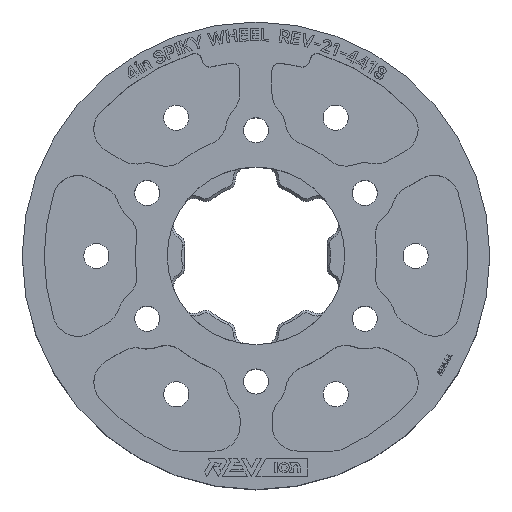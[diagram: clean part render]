
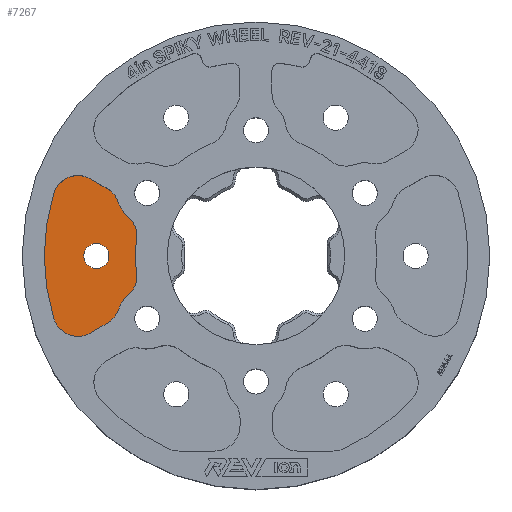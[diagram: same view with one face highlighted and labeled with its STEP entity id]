
A CAD part, top view. The second image highlights one B-rep face of the part: STEP entity #7267.
In plain terms, the highlighted planar face has unit normal (0, 0, 1).
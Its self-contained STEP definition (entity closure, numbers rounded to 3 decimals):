
#278 = CARTESIAN_POINT ( 'NONE',  ( -40.242, 12.472, 1.5 ) ) ;
#565 = DIRECTION ( 'NONE',  ( -0.5, 0.866, 0. ) ) ;
#663 = AXIS2_PLACEMENT_3D ( 'NONE', #25602, #22902, #25286 ) ;
#1011 = AXIS2_PLACEMENT_3D ( 'NONE', #4469, #14069, #11686 ) ;
#1240 = DIRECTION ( 'NONE',  ( 0., 0., 1. ) ) ;
#1400 = CARTESIAN_POINT ( 'NONE',  ( -23.763, -3.366, 1.5 ) ) ;
#2077 = DIRECTION ( 'NONE',  ( -0.5, 0.866, 0. ) ) ;
#2135 = CARTESIAN_POINT ( 'NONE',  ( -27.658, 12.264, 1.5 ) ) ;
#2728 = ORIENTED_EDGE ( 'NONE', *, *, #3463, .T. ) ;
#3463 = EDGE_CURVE ( 'NONE', #14881, #7454, #5168, .T. ) ;
#3594 = ORIENTED_EDGE ( 'NONE', *, *, #24425, .T. ) ;
#3937 = ORIENTED_EDGE ( 'NONE', *, *, #4102, .T. ) ;
#4064 = EDGE_CURVE ( 'NONE', #14132, #23431, #14650, .T. ) ;
#4102 = EDGE_CURVE ( 'NONE', #15314, #13195, #13124, .T. ) ;
#4130 = CARTESIAN_POINT ( 'NONE',  ( -23.766, 3.344, 1.5 ) ) ;
#4335 = EDGE_CURVE ( 'NONE', #5833, #30813, #23323, .T. ) ;
#4469 = CARTESIAN_POINT ( 'NONE',  ( -31.75, 0., 1.5 ) ) ;
#4598 = VERTEX_POINT ( 'NONE', #10138 ) ;
#4703 = EDGE_CURVE ( 'NONE', #13195, #4598, #24624, .T. ) ;
#4772 = ORIENTED_EDGE ( 'NONE', *, *, #11258, .T. ) ;
#4831 = AXIS2_PLACEMENT_3D ( 'NONE', #21445, #16809, #28766 ) ;
#5168 = CIRCLE ( 'NONE', #23524, 5. ) ;
#5268 = DIRECTION ( 'NONE',  ( 0.866, 0.5, 0. ) ) ;
#5445 = EDGE_CURVE ( 'NONE', #30813, #14132, #13215, .T. ) ;
#5793 = ORIENTED_EDGE ( 'NONE', *, *, #5445, .T. ) ;
#5822 = DIRECTION ( 'NONE',  ( 0., 0., -1. ) ) ;
#5833 = VERTEX_POINT ( 'NONE', #21296 ) ;
#6068 = AXIS2_PLACEMENT_3D ( 'NONE', #23884, #9189, #28660 ) ;
#6707 = ORIENTED_EDGE ( 'NONE', *, *, #4064, .T. ) ;
#7267 = ADVANCED_FACE ( 'NONE', ( #7662, #14853 ), #17416, .T. ) ;
#7454 = VERTEX_POINT ( 'NONE', #1400 ) ;
#7662 = FACE_BOUND ( 'NONE', #8310, .T. ) ;
#8310 = EDGE_LOOP ( 'NONE', ( #18613, #10837 ) ) ;
#8373 = EDGE_CURVE ( 'NONE', #23163, #17825, #14795, .T. ) ;
#8490 = DIRECTION ( 'NONE',  ( 1., 0., 0. ) ) ;
#9189 = DIRECTION ( 'NONE',  ( 0., 0., 1. ) ) ;
#9388 = ORIENTED_EDGE ( 'NONE', *, *, #4335, .T. ) ;
#9426 = EDGE_CURVE ( 'NONE', #7454, #28363, #27547, .T. ) ;
#9716 = CARTESIAN_POINT ( 'NONE',  ( -27.365, 10.616, 1.5 ) ) ;
#9772 = CIRCLE ( 'NONE', #16379, 6. ) ;
#10120 = CARTESIAN_POINT ( 'NONE',  ( -32.955, -15.355, 1.5 ) ) ;
#10138 = CARTESIAN_POINT ( 'NONE',  ( -29.622, 13.396, 1.5 ) ) ;
#10827 = CARTESIAN_POINT ( 'NONE',  ( -29.25, 0., 1.5 ) ) ;
#10837 = ORIENTED_EDGE ( 'NONE', *, *, #26379, .F. ) ;
#11258 = EDGE_CURVE ( 'NONE', #31284, #14881, #9772, .T. ) ;
#11686 = DIRECTION ( 'NONE',  ( 1., 0., 0. ) ) ;
#12049 = DIRECTION ( 'NONE',  ( 0., 0., 1. ) ) ;
#12119 = AXIS2_PLACEMENT_3D ( 'NONE', #18158, #18313, #25484 ) ;
#12396 = CIRCLE ( 'NONE', #26141, 5. ) ;
#12498 = VECTOR ( 'NONE', #16362, 1000. ) ;
#12794 = ORIENTED_EDGE ( 'NONE', *, *, #25972, .T. ) ;
#12987 = CARTESIAN_POINT ( 'NONE',  ( -25.503, -7.9, 1.5 ) ) ;
#13124 = CIRCLE ( 'NONE', #30952, 6. ) ;
#13195 = VERTEX_POINT ( 'NONE', #9716 ) ;
#13215 = CIRCLE ( 'NONE', #6068, 42.13 ) ;
#13368 = VECTOR ( 'NONE', #5268, 1000. ) ;
#13766 = DIRECTION ( 'NONE',  ( 0., 0., 1. ) ) ;
#13861 = DIRECTION ( 'NONE',  ( -0.5, 0.866, 0. ) ) ;
#13944 = VERTEX_POINT ( 'NONE', #17895 ) ;
#13959 = AXIS2_PLACEMENT_3D ( 'NONE', #20258, #15613, #29978 ) ;
#14069 = DIRECTION ( 'NONE',  ( 0., 0., 1. ) ) ;
#14132 = VERTEX_POINT ( 'NONE', #19823 ) ;
#14212 = ORIENTED_EDGE ( 'NONE', *, *, #9426, .T. ) ;
#14231 = DIRECTION ( 'NONE',  ( 0., 0., 1. ) ) ;
#14650 = CIRCLE ( 'NONE', #17706, 5. ) ;
#14795 = CIRCLE ( 'NONE', #1011, 2.5 ) ;
#14853 = FACE_OUTER_BOUND ( 'NONE', #31125, .T. ) ;
#14881 = VERTEX_POINT ( 'NONE', #12987 ) ;
#14902 = CARTESIAN_POINT ( 'NONE',  ( -21.651, -12.5, 1.5 ) ) ;
#15314 = VERTEX_POINT ( 'NONE', #21402 ) ;
#15613 = DIRECTION ( 'NONE',  ( 0., 0., 1. ) ) ;
#15940 = ORIENTED_EDGE ( 'NONE', *, *, #23626, .T. ) ;
#16362 = DIRECTION ( 'NONE',  ( -0.866, 0.499, 0. ) ) ;
#16379 = AXIS2_PLACEMENT_3D ( 'NONE', #14902, #26851, #29580 ) ;
#16809 = DIRECTION ( 'NONE',  ( 0., 0., 1. ) ) ;
#17346 = CARTESIAN_POINT ( 'NONE',  ( 0., 0., 1.5 ) ) ;
#17416 = PLANE ( 'NONE',  #19683 ) ;
#17575 = LINE ( 'NONE', #27299, #13368 ) ;
#17678 = CARTESIAN_POINT ( 'NONE',  ( -34.25, 0., 1.5 ) ) ;
#17706 = AXIS2_PLACEMENT_3D ( 'NONE', #23129, #1240, #28219 ) ;
#17825 = VERTEX_POINT ( 'NONE', #17678 ) ;
#17895 = CARTESIAN_POINT ( 'NONE',  ( -29.61, -13.423, 1.5 ) ) ;
#18158 = CARTESIAN_POINT ( 'NONE',  ( -35.466, 10.992, 1.5 ) ) ;
#18313 = DIRECTION ( 'NONE',  ( 0., 0., 1. ) ) ;
#18613 = ORIENTED_EDGE ( 'NONE', *, *, #8373, .F. ) ;
#18654 = CARTESIAN_POINT ( 'NONE',  ( -21.662, 12.48, 1.5 ) ) ;
#19683 = AXIS2_PLACEMENT_3D ( 'NONE', #27136, #14231, #2077 ) ;
#19801 = ORIENTED_EDGE ( 'NONE', *, *, #4703, .T. ) ;
#19823 = CARTESIAN_POINT ( 'NONE',  ( -40.23, -12.509, 1.5 ) ) ;
#20258 = CARTESIAN_POINT ( 'NONE',  ( -28.717, 4.04, 1.5 ) ) ;
#21296 = CARTESIAN_POINT ( 'NONE',  ( -32.97, 15.324, 1.5 ) ) ;
#21402 = CARTESIAN_POINT ( 'NONE',  ( -25.51, 7.877, 1.5 ) ) ;
#21445 = CARTESIAN_POINT ( 'NONE',  ( -31.75, 0., 1.5 ) ) ;
#21961 = AXIS2_PLACEMENT_3D ( 'NONE', #17346, #5822, #565 ) ;
#22633 = EDGE_CURVE ( 'NONE', #23431, #13944, #17575, .T. ) ;
#22751 = CARTESIAN_POINT ( 'NONE',  ( -27.356, -10.642, 1.5 ) ) ;
#22902 = DIRECTION ( 'NONE',  ( 0., 0., 1. ) ) ;
#23129 = CARTESIAN_POINT ( 'NONE',  ( -35.455, -11.025, 1.5 ) ) ;
#23163 = VERTEX_POINT ( 'NONE', #10827 ) ;
#23323 = CIRCLE ( 'NONE', #12119, 5. ) ;
#23431 = VERTEX_POINT ( 'NONE', #10120 ) ;
#23524 = AXIS2_PLACEMENT_3D ( 'NONE', #28964, #12049, #29128 ) ;
#23626 = EDGE_CURVE ( 'NONE', #13944, #31284, #12396, .T. ) ;
#23884 = CARTESIAN_POINT ( 'NONE',  ( 0., 0., 1.5 ) ) ;
#24023 = LINE ( 'NONE', #2135, #12498 ) ;
#24425 = EDGE_CURVE ( 'NONE', #28363, #15314, #28207, .T. ) ;
#24624 = CIRCLE ( 'NONE', #663, 5. ) ;
#25286 = DIRECTION ( 'NONE',  ( 1., 0., 0. ) ) ;
#25484 = DIRECTION ( 'NONE',  ( 1., 0., 0. ) ) ;
#25602 = CARTESIAN_POINT ( 'NONE',  ( -32.118, 9.063, 1.5 ) ) ;
#25972 = EDGE_CURVE ( 'NONE', #4598, #5833, #24023, .T. ) ;
#25982 = DIRECTION ( 'NONE',  ( 0., 0., -1. ) ) ;
#26141 = AXIS2_PLACEMENT_3D ( 'NONE', #30686, #13766, #8490 ) ;
#26379 = EDGE_CURVE ( 'NONE', #17825, #23163, #28817, .T. ) ;
#26851 = DIRECTION ( 'NONE',  ( 0., 0., -1. ) ) ;
#27136 = CARTESIAN_POINT ( 'NONE',  ( -21.662, 12.48, 1.5 ) ) ;
#27299 = CARTESIAN_POINT ( 'NONE',  ( -27.647, -12.29, 1.5 ) ) ;
#27547 = CIRCLE ( 'NONE', #21961, 24. ) ;
#28207 = CIRCLE ( 'NONE', #13959, 5. ) ;
#28219 = DIRECTION ( 'NONE',  ( 1., 0., 0. ) ) ;
#28363 = VERTEX_POINT ( 'NONE', #4130 ) ;
#28660 = DIRECTION ( 'NONE',  ( -0.5, 0.866, 0. ) ) ;
#28766 = DIRECTION ( 'NONE',  ( 1., 0., 0. ) ) ;
#28817 = CIRCLE ( 'NONE', #4831, 2.5 ) ;
#28964 = CARTESIAN_POINT ( 'NONE',  ( -28.713, -4.067, 1.5 ) ) ;
#29128 = DIRECTION ( 'NONE',  ( 1., 0., 0. ) ) ;
#29580 = DIRECTION ( 'NONE',  ( -0.5, 0.866, 0. ) ) ;
#29978 = DIRECTION ( 'NONE',  ( 1., 0., 0. ) ) ;
#30686 = CARTESIAN_POINT ( 'NONE',  ( -32.11, -9.093, 1.5 ) ) ;
#30813 = VERTEX_POINT ( 'NONE', #278 ) ;
#30952 = AXIS2_PLACEMENT_3D ( 'NONE', #18654, #25982, #13861 ) ;
#31125 = EDGE_LOOP ( 'NONE', ( #4772, #2728, #14212, #3594, #3937, #19801, #12794, #9388, #5793, #6707, #31134, #15940 ) ) ;
#31134 = ORIENTED_EDGE ( 'NONE', *, *, #22633, .T. ) ;
#31284 = VERTEX_POINT ( 'NONE', #22751 ) ;
